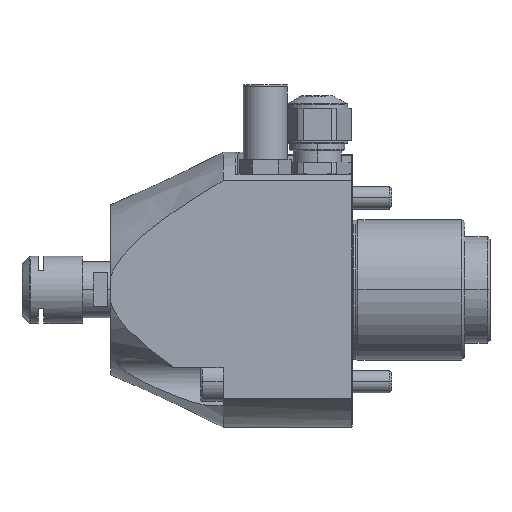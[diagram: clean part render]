
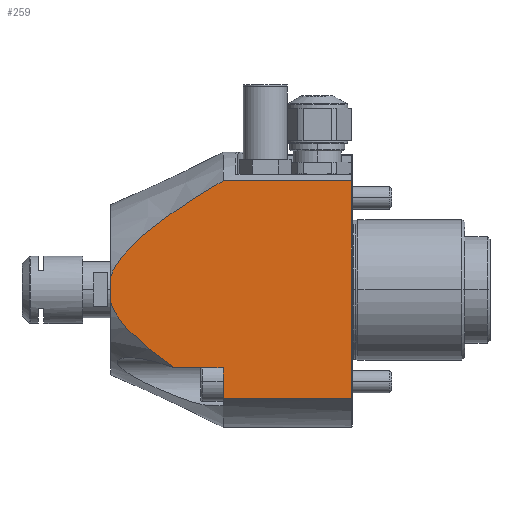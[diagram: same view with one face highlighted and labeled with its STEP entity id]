
A CAD part, top view. The second image highlights one B-rep face of the part: STEP entity #259.
In plain terms, the highlighted planar face has unit normal (0, 0, 1).
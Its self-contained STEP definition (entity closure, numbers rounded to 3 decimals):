
#254 = VERTEX_POINT ( 'NONE', #3299 ) ;
#255 = ORIENTED_EDGE ( 'NONE', *, *, #301, .T. ) ;
#257 = VERTEX_POINT ( 'NONE', #3301 ) ;
#259 = ADVANCED_FACE ( 'NONE', ( #3430 ), #3307, .T. ) ;
#260 = ORIENTED_EDGE ( 'NONE', *, *, #285, .T. ) ;
#273 = VERTEX_POINT ( 'NONE', #3419 ) ;
#274 = EDGE_CURVE ( 'NONE', #257, #286, #3451, .T. ) ;
#275 = ORIENTED_EDGE ( 'NONE', *, *, #345, .F. ) ;
#276 = ORIENTED_EDGE ( 'NONE', *, *, #298, .T. ) ;
#285 = EDGE_CURVE ( 'NONE', #273, #286, #3390, .T. ) ;
#286 = VERTEX_POINT ( 'NONE', #3396 ) ;
#288 = VERTEX_POINT ( 'NONE', #3392 ) ;
#291 = ORIENTED_EDGE ( 'NONE', *, *, #355, .F. ) ;
#296 = EDGE_CURVE ( 'NONE', #254, #348, #3376, .T. ) ;
#298 = EDGE_CURVE ( 'NONE', #328, #354, #3370, .T. ) ;
#301 = EDGE_CURVE ( 'NONE', #257, #288, #3384, .T. ) ;
#303 = ORIENTED_EDGE ( 'NONE', *, *, #400, .T. ) ;
#318 = ORIENTED_EDGE ( 'NONE', *, *, #296, .T. ) ;
#323 = ORIENTED_EDGE ( 'NONE', *, *, #274, .F. ) ;
#328 = VERTEX_POINT ( 'NONE', #3553 ) ;
#344 = EDGE_LOOP ( 'NONE', ( #291, #260, #323, #255, #303, #276, #275, #318 ) ) ;
#345 = EDGE_CURVE ( 'NONE', #254, #354, #3162, .T. ) ;
#348 = VERTEX_POINT ( 'NONE', #3726 ) ;
#354 = VERTEX_POINT ( 'NONE', #3659 ) ;
#355 = EDGE_CURVE ( 'NONE', #273, #348, #3640, .T. ) ;
#400 = EDGE_CURVE ( 'NONE', #288, #328, #3597, .T. ) ;
#2889 = DIRECTION ( 'NONE',  ( 0., 1., 0. ) ) ;
#3161 = CARTESIAN_POINT ( 'NONE',  ( -63., 19.371, 15. ) ) ;
#3162 = LINE ( 'NONE', #3161, #3173 ) ;
#3173 = VECTOR ( 'NONE', #2889, 1000. ) ;
#3287 = DIRECTION ( 'NONE',  ( 0., -1., 0. ) ) ;
#3288 = DIRECTION ( 'NONE',  ( 0., 0., 1. ) ) ;
#3289 = CARTESIAN_POINT ( 'NONE',  ( 0., 19.371, 15. ) ) ;
#3299 = CARTESIAN_POINT ( 'NONE',  ( -63., -2.29, 15. ) ) ;
#3301 = CARTESIAN_POINT ( 'NONE',  ( -20.2, -19.371, 15. ) ) ;
#3305 = AXIS2_PLACEMENT_3D ( 'NONE', #3289, #3288, #3287 ) ;
#3307 = PLANE ( 'NONE',  #3305 ) ;
#3318 = DIRECTION ( 'NONE',  ( 0., 1., 0. ) ) ;
#3322 = CARTESIAN_POINT ( 'NONE',  ( -63., 2.29, 15. ) ) ;
#3323 = CARTESIAN_POINT ( 'NONE',  ( -62.827, 2.826, 15. ) ) ;
#3324 = CARTESIAN_POINT ( 'NONE',  ( -62.601, 3.34, 15. ) ) ;
#3325 = CARTESIAN_POINT ( 'NONE',  ( -62.074, 4.331, 15. ) ) ;
#3326 = CARTESIAN_POINT ( 'NONE',  ( -61.777, 4.802, 15. ) ) ;
#3327 = CARTESIAN_POINT ( 'NONE',  ( -61.136, 5.707, 15. ) ) ;
#3328 = CARTESIAN_POINT ( 'NONE',  ( -60.791, 6.142, 15. ) ) ;
#3329 = CARTESIAN_POINT ( 'NONE',  ( -60.066, 6.985, 15. ) ) ;
#3330 = CARTESIAN_POINT ( 'NONE',  ( -59.685, 7.394, 15. ) ) ;
#3331 = CARTESIAN_POINT ( 'NONE',  ( -58.508, 8.585, 15. ) ) ;
#3332 = CARTESIAN_POINT ( 'NONE',  ( -57.681, 9.329, 15. ) ) ;
#3333 = CARTESIAN_POINT ( 'NONE',  ( -55.976, 10.757, 15. ) ) ;
#3334 = CARTESIAN_POINT ( 'NONE',  ( -55.099, 11.441, 15. ) ) ;
#3335 = CARTESIAN_POINT ( 'NONE',  ( -52.415, 13.434, 15. ) ) ;
#3336 = CARTESIAN_POINT ( 'NONE',  ( -50.567, 14.679, 15. ) ) ;
#3337 = CARTESIAN_POINT ( 'NONE',  ( -46.821, 17.082, 15. ) ) ;
#3338 = CARTESIAN_POINT ( 'NONE',  ( -44.919, 18.24, 15. ) ) ;
#3339 = CARTESIAN_POINT ( 'NONE',  ( -43., 19.371, 15. ) ) ;
#3347 = CARTESIAN_POINT ( 'NONE',  ( -51.648, -13.925, 15. ) ) ;
#3348 = CARTESIAN_POINT ( 'NONE',  ( -52.783, -13.147, 15. ) ) ;
#3349 = CARTESIAN_POINT ( 'NONE',  ( -53.901, -12.347, 15. ) ) ;
#3350 = CARTESIAN_POINT ( 'NONE',  ( -56.078, -10.68, 15. ) ) ;
#3351 = CARTESIAN_POINT ( 'NONE',  ( -57.138, -9.813, 15. ) ) ;
#3352 = CARTESIAN_POINT ( 'NONE',  ( -58.654, -8.427, 15. ) ) ;
#3353 = CARTESIAN_POINT ( 'NONE',  ( -59.147, -7.95, 15. ) ) ;
#3354 = CARTESIAN_POINT ( 'NONE',  ( -59.859, -7.203, 15. ) ) ;
#3355 = CARTESIAN_POINT ( 'NONE',  ( -60.092, -6.949, 15. ) ) ;
#3356 = CARTESIAN_POINT ( 'NONE',  ( -60.547, -6.428, 15. ) ) ;
#3357 = CARTESIAN_POINT ( 'NONE',  ( -60.77, -6.16, 15. ) ) ;
#3358 = CARTESIAN_POINT ( 'NONE',  ( -61.412, -5.341, 15. ) ) ;
#3359 = CARTESIAN_POINT ( 'NONE',  ( -61.805, -4.774, 15. ) ) ;
#3368 = CARTESIAN_POINT ( 'NONE',  ( -62.784, -2.959, 15. ) ) ;
#3369 = CARTESIAN_POINT ( 'NONE',  ( -63., -2.29, 15. ) ) ;
#3370 = B_SPLINE_CURVE_WITH_KNOTS ( 'NONE', 3,
 ( #3339, #3338, #3337, #3336, #3335, #3334, #3333, #3332, #3331, #3330, #3329, #3328, #3327, #3326, #3325, #3324, #3323, #3322 ),
 .UNSPECIFIED., .F., .F.,
 ( 4, 2, 2, 2, 2, 2, 2, 2, 4 ),
 ( 0., 0.007, 0.013, 0.017, 0.02, 0.022, 0.023, 0.025, 0.027 ),
 .UNSPECIFIED. ) ;
#3371 = CARTESIAN_POINT ( 'NONE',  ( -20.2, 19.371, 15. ) ) ;
#3373 = VECTOR ( 'NONE', #3318, 1000. ) ;
#3374 = CARTESIAN_POINT ( 'NONE',  ( -62.491, -3.583, 15. ) ) ;
#3376 = B_SPLINE_CURVE_WITH_KNOTS ( 'NONE', 3,
 ( #3369, #3368, #3374, #3359, #3358, #3357, #3356, #3355, #3354, #3353, #3352, #3351, #3350, #3349, #3348, #3347 ),
 .UNSPECIFIED., .F., .F.,
 ( 4, 2, 2, 2, 2, 2, 2, 4 ),
 ( 0., 0.002, 0.004, 0.005, 0.006, 0.008, 0.012, 0.016 ),
 .UNSPECIFIED. ) ;
#3384 = LINE ( 'NONE', #3371, #3373 ) ;
#3387 = DIRECTION ( 'NONE',  ( 0., -1., 0. ) ) ;
#3388 = VECTOR ( 'NONE', #3387, 1000. ) ;
#3389 = CARTESIAN_POINT ( 'NONE',  ( -43., 19.371, 15. ) ) ;
#3390 = LINE ( 'NONE', #3389, #3388 ) ;
#3392 = CARTESIAN_POINT ( 'NONE',  ( -20.2, 19.371, 15. ) ) ;
#3396 = CARTESIAN_POINT ( 'NONE',  ( -43., -19.371, 15. ) ) ;
#3419 = CARTESIAN_POINT ( 'NONE',  ( -43., -13.925, 15. ) ) ;
#3430 = FACE_OUTER_BOUND ( 'NONE', #344, .T. ) ;
#3437 = DIRECTION ( 'NONE',  ( -1., 0., 0. ) ) ;
#3438 = VECTOR ( 'NONE', #3437, 1000. ) ;
#3450 = CARTESIAN_POINT ( 'NONE',  ( 0., -19.371, 15. ) ) ;
#3451 = LINE ( 'NONE', #3450, #3438 ) ;
#3553 = CARTESIAN_POINT ( 'NONE',  ( -43., 19.371, 15. ) ) ;
#3594 = DIRECTION ( 'NONE',  ( -1., 0., 0. ) ) ;
#3595 = VECTOR ( 'NONE', #3594, 1000. ) ;
#3596 = CARTESIAN_POINT ( 'NONE',  ( 0., 19.371, 15. ) ) ;
#3597 = LINE ( 'NONE', #3596, #3595 ) ;
#3640 = LINE ( 'NONE', #3678, #3727 ) ;
#3653 = DIRECTION ( 'NONE',  ( -1., 0., 0. ) ) ;
#3659 = CARTESIAN_POINT ( 'NONE',  ( -63., 2.29, 15. ) ) ;
#3678 = CARTESIAN_POINT ( 'NONE',  ( -43., -13.925, 15. ) ) ;
#3726 = CARTESIAN_POINT ( 'NONE',  ( -51.648, -13.925, 15. ) ) ;
#3727 = VECTOR ( 'NONE', #3653, 1000. ) ;
